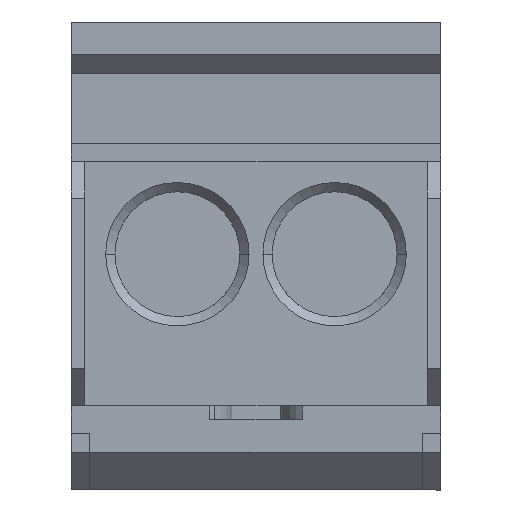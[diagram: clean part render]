
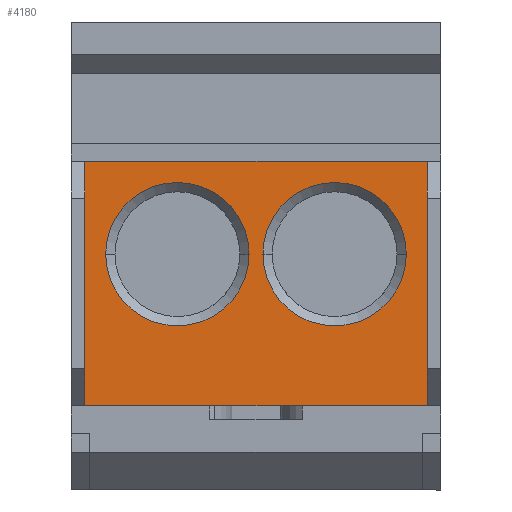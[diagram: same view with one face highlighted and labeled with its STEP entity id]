
A CAD part, left-side view. The second image highlights one B-rep face of the part: STEP entity #4180.
In plain terms, the highlighted planar face has unit normal (-1, 0, 0).
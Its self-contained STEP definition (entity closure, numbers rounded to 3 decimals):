
#141=DIRECTION('',(0.,0.,-1.));
#142=VECTOR('',#141,37.);
#143=CARTESIAN_POINT('',(124.923,49.576,38.5));
#144=LINE('',#143,#142);
#148=DIRECTION('',(0.,-1.,0.));
#149=VECTOR('',#148,26.444);
#150=CARTESIAN_POINT('',(124.923,76.02,38.5));
#151=LINE('',#150,#149);
#155=CARTESIAN_POINT('',(124.923,59.628,28.5));
#156=DIRECTION('',(-1.,0.,0.));
#157=DIRECTION('',(0.,0.,-1.));
#158=AXIS2_PLACEMENT_3D('',#155,#156,#157);
#163=CARTESIAN_POINT('',(124.923,59.628,28.5));
#164=DIRECTION('',(-1.,0.,0.));
#165=DIRECTION('',(0.,0.,1.));
#166=AXIS2_PLACEMENT_3D('',#163,#164,#165);
#171=CARTESIAN_POINT('',(124.923,59.628,11.5));
#172=DIRECTION('',(-1.,0.,0.));
#173=DIRECTION('',(0.,0.,-1.));
#174=AXIS2_PLACEMENT_3D('',#171,#172,#173);
#179=CARTESIAN_POINT('',(124.923,59.628,11.5));
#180=DIRECTION('',(-1.,0.,0.));
#181=DIRECTION('',(0.,0.,1.));
#182=AXIS2_PLACEMENT_3D('',#179,#180,#181);
#1185=DIRECTION('',(0.,0.,-1.));
#1186=VECTOR('',#1185,37.);
#1187=CARTESIAN_POINT('',(124.923,76.02,38.5));
#1188=LINE('',#1187,#1186);
#3296=DIRECTION('',(0.,-1.,0.));
#3297=VECTOR('',#3296,26.444);
#3298=CARTESIAN_POINT('',(124.923,76.02,1.5));
#3299=LINE('',#3298,#3297);
#3513=CARTESIAN_POINT('',(124.923,76.02,38.5));
#3514=CARTESIAN_POINT('',(124.923,49.576,38.5));
#3515=VERTEX_POINT('',#3513);
#3516=VERTEX_POINT('',#3514);
#3521=CARTESIAN_POINT('',(124.923,49.576,1.5));
#3522=VERTEX_POINT('',#3521);
#3523=CARTESIAN_POINT('',(124.923,76.02,1.5));
#3524=VERTEX_POINT('',#3523);
#3525=CARTESIAN_POINT('',(124.923,59.628,20.75));
#3526=CARTESIAN_POINT('',(124.923,59.628,36.25));
#3527=VERTEX_POINT('',#3525);
#3528=VERTEX_POINT('',#3526);
#3529=CARTESIAN_POINT('',(124.923,59.628,3.75));
#3530=CARTESIAN_POINT('',(124.923,59.628,19.25));
#3531=VERTEX_POINT('',#3529);
#3532=VERTEX_POINT('',#3530);
#4154=CARTESIAN_POINT('',(124.923,49.576,40.));
#4155=DIRECTION('',(1.,0.,0.));
#4156=DIRECTION('',(0.,0.,-1.));
#4157=AXIS2_PLACEMENT_3D('',#4154,#4155,#4156);
#4158=PLANE('',#4157);
#4160=ORIENTED_EDGE('',*,*,#4159,.T.);
#4162=ORIENTED_EDGE('',*,*,#4161,.F.);
#4164=ORIENTED_EDGE('',*,*,#4163,.F.);
#4165=ORIENTED_EDGE('',*,*,#4136,.T.);
#4166=EDGE_LOOP('',(#4160,#4162,#4164,#4165));
#4167=FACE_OUTER_BOUND('',#4166,.F.);
#4169=ORIENTED_EDGE('',*,*,#4168,.T.);
#4171=ORIENTED_EDGE('',*,*,#4170,.T.);
#4172=EDGE_LOOP('',(#4169,#4171));
#4173=FACE_BOUND('',#4172,.F.);
#4175=ORIENTED_EDGE('',*,*,#4174,.T.);
#4177=ORIENTED_EDGE('',*,*,#4176,.T.);
#4178=EDGE_LOOP('',(#4175,#4177));
#4179=FACE_BOUND('',#4178,.F.);
#159=CIRCLE('',#158,7.75);
#167=CIRCLE('',#166,7.75);
#175=CIRCLE('',#174,7.75);
#183=CIRCLE('',#182,7.75);
#4136=EDGE_CURVE('',#3515,#3516,#151,.T.);
#4159=EDGE_CURVE('',#3516,#3522,#144,.T.);
#4161=EDGE_CURVE('',#3524,#3522,#3299,.T.);
#4163=EDGE_CURVE('',#3515,#3524,#1188,.T.);
#4168=EDGE_CURVE('',#3527,#3528,#159,.T.);
#4170=EDGE_CURVE('',#3528,#3527,#167,.T.);
#4174=EDGE_CURVE('',#3531,#3532,#175,.T.);
#4176=EDGE_CURVE('',#3532,#3531,#183,.T.);
#4180=ADVANCED_FACE('',(#4167,#4173,#4179),#4158,.F.);
